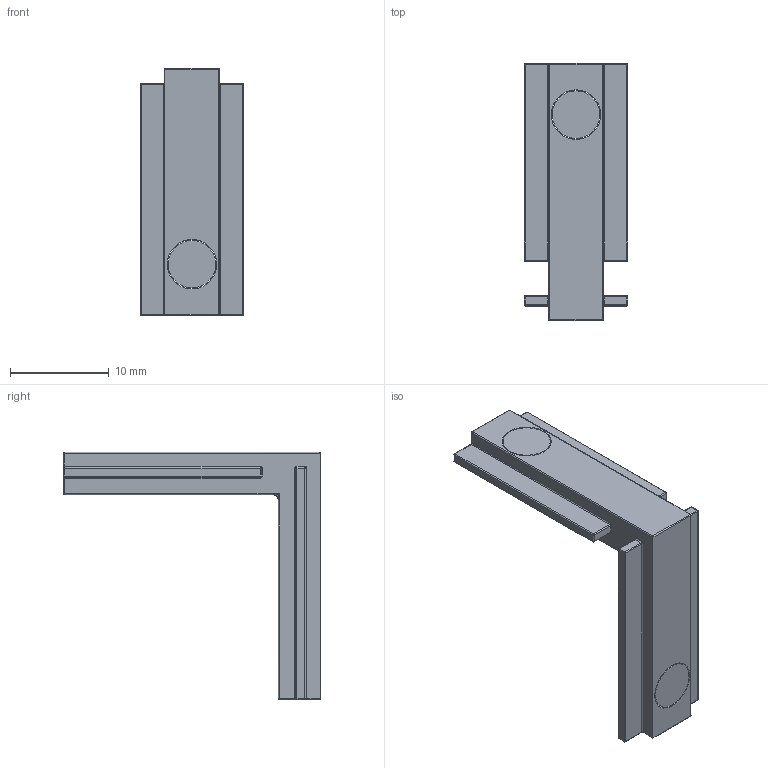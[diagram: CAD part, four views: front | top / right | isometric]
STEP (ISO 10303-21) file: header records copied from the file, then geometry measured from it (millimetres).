
FILE_DESCRIPTION (( 'STEP AP214' ), '1' );
FILE_NAME ('Inside Hidden Corner Bracket.step', '2015-01-21T14:40:16', ( 'Mark' ), ( '' ), 'SwSTEP 2.0', 'SolidWorks 2013', '' );
FILE_SCHEMA (( 'AUTOMOTIVE_DESIGN' ));
Length unit declared in the file: millimetre
Products named in the file (1): Inside Hidden Corner Bracket
Bounding box: 10.5 x 26 x 25 mm (x, y, z)
Volume: 1276.1 mm3; surface area: 1682.1 mm2
Topology: 3 solids, 3 shells, 163 faces, 375 edges, 187 vertices
Faces by surface type: cylinder 73, plane 42, sphere 24, bspline 11, torus 9, cone 4
Entity records: 4860 total; most frequent: CARTESIAN_POINT 1147, DIRECTION 755, ORIENTED_EDGE 684, EDGE_CURVE 342, AXIS2_PLACEMENT_3D 288, VERTEX_POINT 187, LINE 179, VECTOR 179
